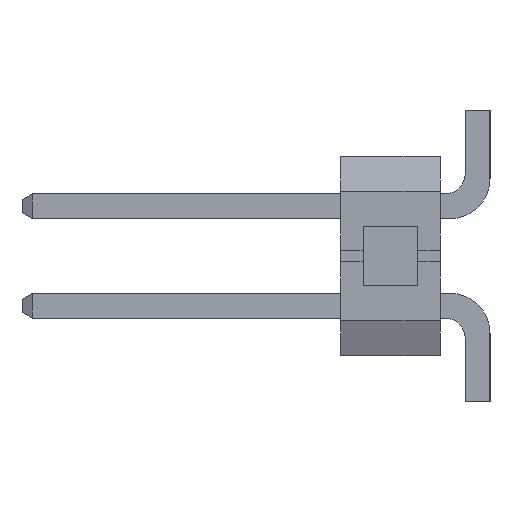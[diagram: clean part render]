
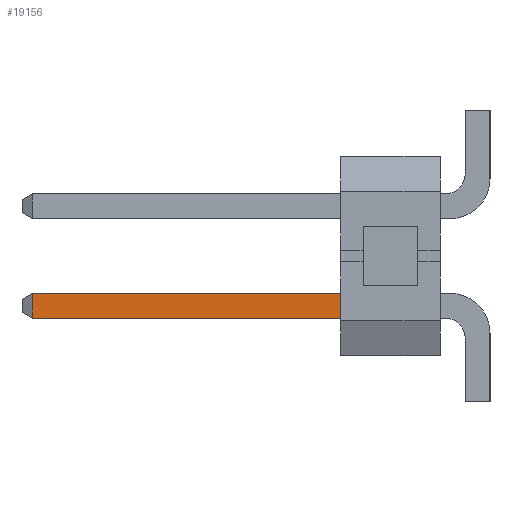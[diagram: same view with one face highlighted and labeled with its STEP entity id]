
A CAD part, left-side view. The second image highlights one B-rep face of the part: STEP entity #19156.
In plain terms, the highlighted planar face has unit normal (-1, 0, 0).
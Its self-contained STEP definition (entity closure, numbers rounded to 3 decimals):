
#421 = EDGE_CURVE ( 'NONE', #22505, #12557, #12172, .T. ) ;
#1900 = FACE_OUTER_BOUND ( 'NONE', #2695, .T. ) ;
#1952 = CARTESIAN_POINT ( 'NONE',  ( -11.747, 1.143, -2.857 ) ) ;
#2695 = EDGE_LOOP ( 'NONE', ( #11009, #13522, #4406, #16952 ) ) ;
#3444 = LINE ( 'NONE', #6062, #5244 ) ;
#4406 = ORIENTED_EDGE ( 'NONE', *, *, #421, .F. ) ;
#4868 = CARTESIAN_POINT ( 'NONE',  ( -11.747, 2.667, 0. ) ) ;
#5244 = VECTOR ( 'NONE', #5897, 1000. ) ;
#5833 = VECTOR ( 'NONE', #12642, 1000. ) ;
#5897 = DIRECTION ( 'NONE',  ( 0., -1., 0. ) ) ;
#6062 = CARTESIAN_POINT ( 'NONE',  ( -11.747, 11.938, -2.223 ) ) ;
#7460 = EDGE_CURVE ( 'NONE', #15270, #17831, #3444, .T. ) ;
#7514 = CARTESIAN_POINT ( 'NONE',  ( -11.747, 2.667, -2.223 ) ) ;
#7812 = EDGE_CURVE ( 'NONE', #17831, #22505, #23392, .T. ) ;
#8779 = CARTESIAN_POINT ( 'NONE',  ( -11.747, 11.678, -3.239 ) ) ;
#9493 = VECTOR ( 'NONE', #19201, 1000. ) ;
#9735 = LINE ( 'NONE', #8779, #10610 ) ;
#9778 = PLANE ( 'NONE',  #11225 ) ;
#10610 = VECTOR ( 'NONE', #16489, 1000. ) ;
#11009 = ORIENTED_EDGE ( 'NONE', *, *, #7460, .F. ) ;
#11225 = AXIS2_PLACEMENT_3D ( 'NONE', #13702, #21241, #23243 ) ;
#12172 = LINE ( 'NONE', #1952, #9493 ) ;
#12557 = VERTEX_POINT ( 'NONE', #20099 ) ;
#12642 = DIRECTION ( 'NONE',  ( 0., 0., -1. ) ) ;
#13457 = EDGE_CURVE ( 'NONE', #15270, #12557, #9735, .T. ) ;
#13522 = ORIENTED_EDGE ( 'NONE', *, *, #13457, .T. ) ;
#13702 = CARTESIAN_POINT ( 'NONE',  ( -11.747, 1.016, -3.239 ) ) ;
#13905 = CARTESIAN_POINT ( 'NONE',  ( -11.747, 2.667, -2.857 ) ) ;
#15270 = VERTEX_POINT ( 'NONE', #20416 ) ;
#16489 = DIRECTION ( 'NONE',  ( 0., 0., -1. ) ) ;
#16952 = ORIENTED_EDGE ( 'NONE', *, *, #7812, .F. ) ;
#17831 = VERTEX_POINT ( 'NONE', #7514 ) ;
#19156 = ADVANCED_FACE ( 'NONE', ( #1900 ), #9778, .F. ) ;
#19201 = DIRECTION ( 'NONE',  ( 0., 1., 0. ) ) ;
#20099 = CARTESIAN_POINT ( 'NONE',  ( -11.747, 11.678, -2.857 ) ) ;
#20416 = CARTESIAN_POINT ( 'NONE',  ( -11.747, 11.678, -2.223 ) ) ;
#21241 = DIRECTION ( 'NONE',  ( 1., 0., 0. ) ) ;
#22505 = VERTEX_POINT ( 'NONE', #13905 ) ;
#23243 = DIRECTION ( 'NONE',  ( 0., 0., -1. ) ) ;
#23392 = LINE ( 'NONE', #4868, #5833 ) ;
